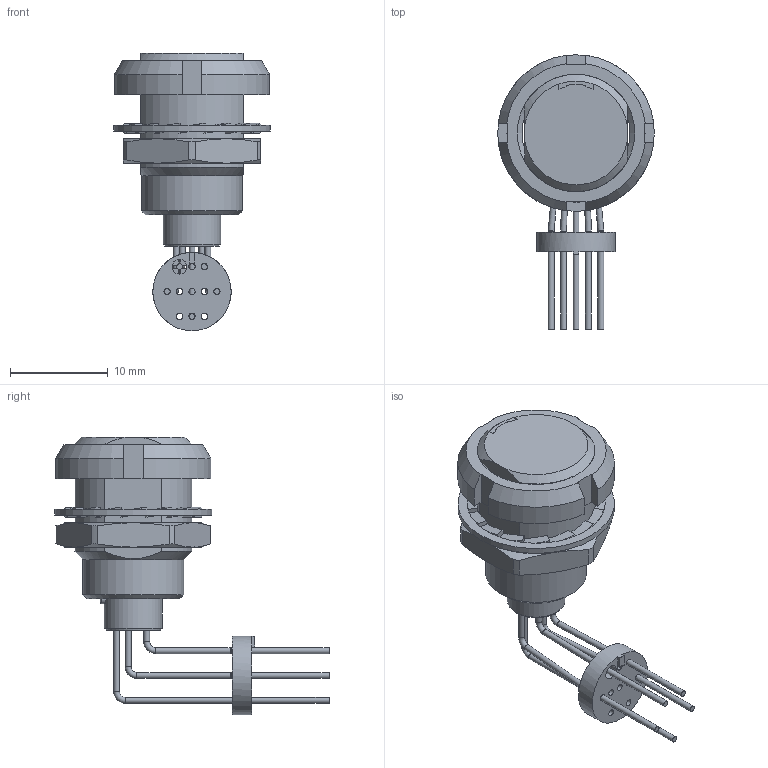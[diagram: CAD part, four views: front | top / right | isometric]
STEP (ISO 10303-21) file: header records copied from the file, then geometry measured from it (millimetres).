
FILE_DESCRIPTION( ( 'STEP AP214' ), '1' );
FILE_NAME( 'ECA.1B.305.CLV.stp', '2020-06-01T03:34:14', ( 'License CC BY-ND 4.0' ), ( 'CADENAS' ), ' ', 'PARTsolutions', ' ' );
FILE_SCHEMA( ( 'AUTOMOTIVE_DESIGN { 1 0 10303 214 1 1 1 1 }' ) );
Length unit declared in the file: millimetre
Products named in the file (6): ECA.1B.305.CLV; Solid2; Solid1
Assembly tree (5 placements, depth 2):
  ECA.1B.305.CLV
    Solid2
    Solid1
    Solid1
    Solid1
    Solid1
Bounding box: 16 x 28 x 28.34 mm (x, y, z)
Volume: 2395 mm3; surface area: 2298.6 mm2
Topology: 5 solids, 5 shells, 318 faces, 752 edges, 464 vertices
Faces by surface type: cylinder 127, plane 109, cone 39, bspline 32, torus 11
Full cylindrical faces by diameter (mm): 0.6 x14, 0.65 x10, 1 x5, 1.5 x1, 1.6 x5, 5.9 x1, 8 x1, 10.3 x1, 11 x2, 16 x1
Entity records: 12097 total; most frequent: CARTESIAN_POINT 2644, ORIENTED_EDGE 1364, DIRECTION 1346, EDGE_CURVE 682, AXIS2_PLACEMENT_3D 535, VERTEX_POINT 460, EDGE_LOOP 432, FACE_OUTER_BOUND 368
